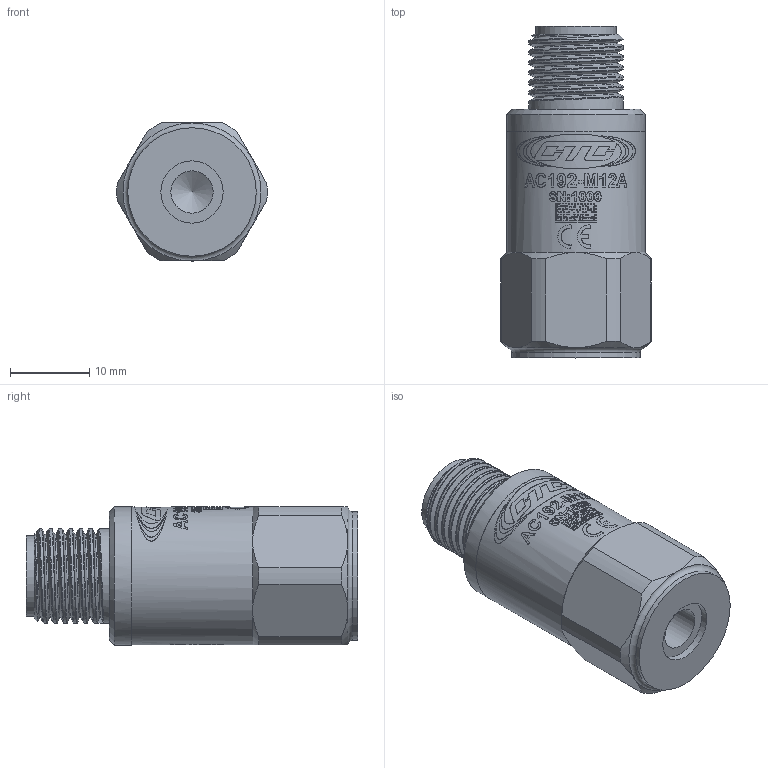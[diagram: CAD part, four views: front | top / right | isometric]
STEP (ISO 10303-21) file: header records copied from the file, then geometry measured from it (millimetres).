
FILE_DESCRIPTION(/* description */ (''),/* implementation_level */ '2;1');
FILE_NAME(/* name */ 'MASTER_MEDIUM_TOPEXIT_M12.stp',/* time_stamp */ '2022-09-07T15:50:21-04:00',/* author */ ('lcup'),/* organization */ ('CONNECTION TECHNOLOGY CENTER'),/* preprocessor_version */ 'ST-DEVELOPER v19',/* originating_system */ 'Autodesk Inventor 2023',/* authorisation */ '');
FILE_SCHEMA (('AUTOMOTIVE_DESIGN { 1 0 10303 214 3 1 1 }'));
Products named in the file (1): AC192-M12A
Bounding box: 19.04 x 41.99 x 17.47 mm (x, y, z)
Volume: 8174 mm3; surface area: 3243.8 mm2
Topology: 2 solids, 2 shells, 1665 faces, 4533 edges, 3020 vertices
Faces by surface type: bspline 859, plane 628, cylinder 166, cone 11, torus 1
Full cylindrical faces by diameter (mm): 1.016 x4, 5.359 x1, 7.874 x1, 10.16 x1, 11.963 x6, 16.256 x1, 17.462 x1, 17.475 x1
Entity records: 71615 total; most frequent: CARTESIAN_POINT 33169, ORIENTED_EDGE 9064, DIRECTION 5018, EDGE_CURVE 4532, VERTEX_POINT 3020, LINE 2130, VECTOR 2130, EDGE_LOOP 1814
